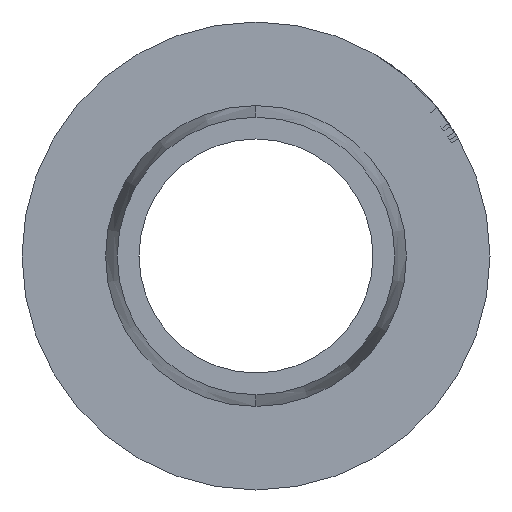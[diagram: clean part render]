
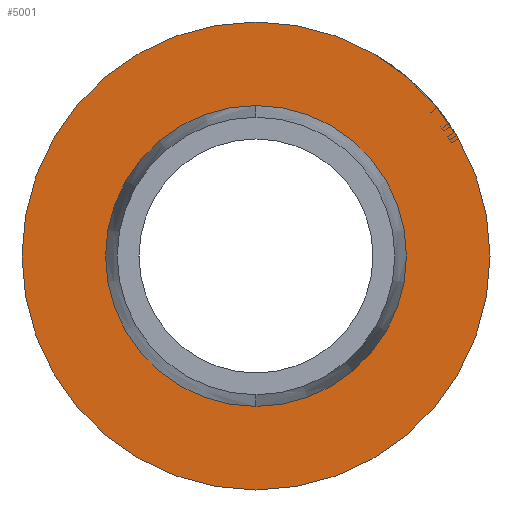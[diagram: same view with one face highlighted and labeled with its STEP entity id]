
A CAD part, left-side view. The second image highlights one B-rep face of the part: STEP entity #5001.
In plain terms, the highlighted planar face has unit normal (-1, 0, 0).
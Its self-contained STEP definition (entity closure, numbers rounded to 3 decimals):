
#39 = EDGE_LOOP ( 'NONE', ( #572, #3307 ) ) ;
#151 = VERTEX_POINT ( 'NONE', #485 ) ;
#156 = FACE_OUTER_BOUND ( 'NONE', #2026, .T. ) ;
#178 = VERTEX_POINT ( 'NONE', #3942 ) ;
#238 = ORIENTED_EDGE ( 'NONE', *, *, #604, .T. ) ;
#485 = CARTESIAN_POINT ( 'NONE',  ( 16., 0., 4.5 ) ) ;
#572 = ORIENTED_EDGE ( 'NONE', *, *, #3391, .F. ) ;
#580 = CIRCLE ( 'NONE', #2760, 7. ) ;
#604 = EDGE_CURVE ( 'NONE', #178, #1623, #580, .T. ) ;
#812 = AXIS2_PLACEMENT_3D ( 'NONE', #1394, #6039, #5550 ) ;
#968 = EDGE_CURVE ( 'NONE', #5401, #151, #2366, .T. ) ;
#979 = DIRECTION ( 'NONE',  ( -1., 0., 0. ) ) ;
#1188 = FACE_BOUND ( 'NONE', #39, .T. ) ;
#1394 = CARTESIAN_POINT ( 'NONE',  ( 16., 0., 0. ) ) ;
#1556 = DIRECTION ( 'NONE',  ( 1., 0., 0. ) ) ;
#1623 = VERTEX_POINT ( 'NONE', #2006 ) ;
#1881 = AXIS2_PLACEMENT_3D ( 'NONE', #2554, #979, #3964 ) ;
#2006 = CARTESIAN_POINT ( 'NONE',  ( 16., 0., 7. ) ) ;
#2026 = EDGE_LOOP ( 'NONE', ( #5076, #238 ) ) ;
#2074 = PLANE ( 'NONE',  #6023 ) ;
#2366 = CIRCLE ( 'NONE', #1881, 4.5 ) ;
#2475 = DIRECTION ( 'NONE',  ( -1., 0., 0. ) ) ;
#2554 = CARTESIAN_POINT ( 'NONE',  ( 16., 0., 0. ) ) ;
#2664 = CIRCLE ( 'NONE', #3836, 4.5 ) ;
#2760 = AXIS2_PLACEMENT_3D ( 'NONE', #4352, #2475, #5232 ) ;
#3176 = CARTESIAN_POINT ( 'NONE',  ( 16., 0., -4.5 ) ) ;
#3296 = DIRECTION ( 'NONE',  ( 0., 0., 1. ) ) ;
#3307 = ORIENTED_EDGE ( 'NONE', *, *, #968, .F. ) ;
#3391 = EDGE_CURVE ( 'NONE', #151, #5401, #2664, .T. ) ;
#3836 = AXIS2_PLACEMENT_3D ( 'NONE', #4178, #4651, #3296 ) ;
#3942 = CARTESIAN_POINT ( 'NONE',  ( 16., 0., -7. ) ) ;
#3964 = DIRECTION ( 'NONE',  ( 0., 0., 1. ) ) ;
#4178 = CARTESIAN_POINT ( 'NONE',  ( 16., 0., 0. ) ) ;
#4352 = CARTESIAN_POINT ( 'NONE',  ( 16., 0., 0. ) ) ;
#4410 = DIRECTION ( 'NONE',  ( 0., 0., -1. ) ) ;
#4651 = DIRECTION ( 'NONE',  ( -1., 0., 0. ) ) ;
#4911 = CARTESIAN_POINT ( 'NONE',  ( 16., 4.5, 0. ) ) ;
#5001 = ADVANCED_FACE ( 'NONE', ( #1188, #156 ), #2074, .F. ) ;
#5039 = CIRCLE ( 'NONE', #812, 7. ) ;
#5076 = ORIENTED_EDGE ( 'NONE', *, *, #5656, .T. ) ;
#5232 = DIRECTION ( 'NONE',  ( 0., 0., 1. ) ) ;
#5401 = VERTEX_POINT ( 'NONE', #3176 ) ;
#5550 = DIRECTION ( 'NONE',  ( 0., 0., 1. ) ) ;
#5656 = EDGE_CURVE ( 'NONE', #1623, #178, #5039, .T. ) ;
#6023 = AXIS2_PLACEMENT_3D ( 'NONE', #4911, #1556, #4410 ) ;
#6039 = DIRECTION ( 'NONE',  ( -1., 0., 0. ) ) ;
